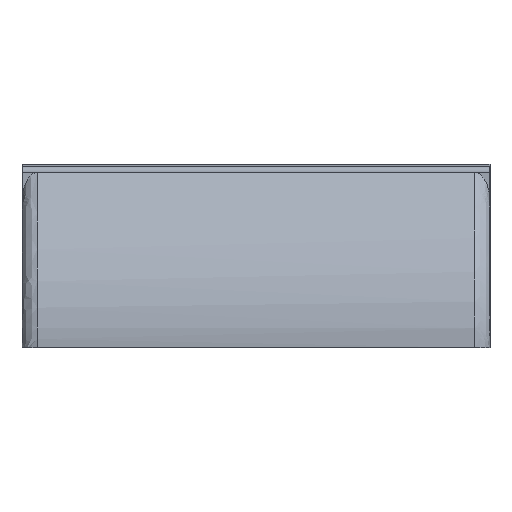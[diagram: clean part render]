
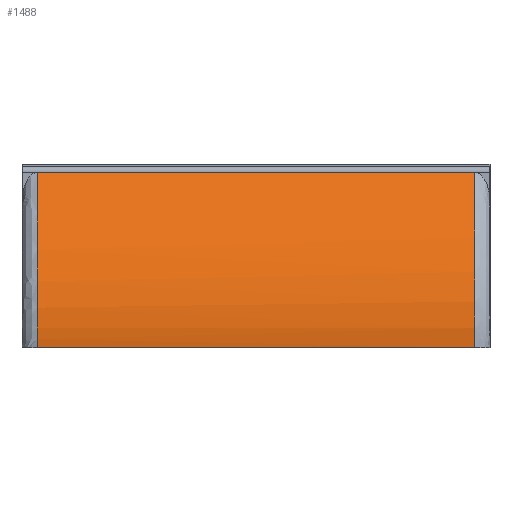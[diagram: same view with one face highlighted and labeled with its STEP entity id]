
A CAD part, left-side view. The second image highlights one B-rep face of the part: STEP entity #1488.
In plain terms, the highlighted free-form (B-spline) face has degree [2, 1] with [3, 2] control points.
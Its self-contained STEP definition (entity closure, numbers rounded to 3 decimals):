
#106 = LINE ( 'NONE', #3037, #1369 ) ;
#150 = CARTESIAN_POINT ( 'NONE',  ( -2.35, -0.725, 0. ) ) ;
#241 = CARTESIAN_POINT ( 'NONE',  ( -2.35, -0.775, 0. ) ) ;
#274 = DIRECTION ( 'NONE',  ( 0., 1., 0. ) ) ;
#329 = EDGE_LOOP ( 'NONE', ( #2918, #2158, #2239, #3018 ) ) ;
#342 = EDGE_CURVE ( 'NONE', #2631, #805, #1577, .T. ) ;
#636 = CARTESIAN_POINT ( 'NONE',  ( -1.55, 0.725, 0.58 ) ) ;
#676 = CARTESIAN_POINT ( 'NONE',  ( -2.023, -0.725, 0.1 ) ) ;
#696 = CARTESIAN_POINT ( 'NONE',  ( -1.55, -0.725, 0.58 ) ) ;
#708 = CARTESIAN_POINT ( 'NONE',  ( -1.633, -0.725, 0.431 ) ) ;
#805 = VERTEX_POINT ( 'NONE', #1329 ) ;
#834 = CARTESIAN_POINT ( 'NONE',  ( -2.35, 0.725, 0. ) ) ;
#955 = CARTESIAN_POINT ( 'NONE',  ( -2.35, -0.725, 0. ) ) ;
#970 = CARTESIAN_POINT ( 'NONE',  ( -2.184, -0.725, 0.036 ) ) ;
#1244 = EDGE_CURVE ( 'NONE', #2631, #2704, #1289, .T. ) ;
#1289 = LINE ( 'NONE', #241, #2933 ) ;
#1328 = CARTESIAN_POINT ( 'NONE',  ( -1.55, 0.725, 0.58 ) ) ;
#1329 = CARTESIAN_POINT ( 'NONE',  ( -1.55, -0.725, 0.58 ) ) ;
#1369 = VECTOR ( 'NONE', #2596, 1000. ) ;
#1396 = CARTESIAN_POINT ( 'NONE',  ( -1.632, 0.725, 0.431 ) ) ;
#1488 = ADVANCED_FACE ( 'NONE', ( #2010 ), #1808, .T. ) ;
#1496 = CARTESIAN_POINT ( 'NONE',  ( -2.35, -0.725, 0. ) ) ;
#1577 = B_SPLINE_CURVE_WITH_KNOTS ( 'NONE', 3,
 ( #955, #970, #676, #1977, #708, #696 ),
 .UNSPECIFIED., .F., .F.,
 ( 4, 2, 4 ),
 ( 0., 0.001, 0.001 ),
 .UNSPECIFIED. ) ;
#1596 = CARTESIAN_POINT ( 'NONE',  ( -1.806, -0.725, 0.118 ) ) ;
#1777 = VERTEX_POINT ( 'NONE', #1328 ) ;
#1808 = B_SPLINE_SURFACE_WITH_KNOTS ( 'NONE', 2, 1, ( 
 ( #1496, #834 ),
 ( #1596, #2615 ),
 ( #1836, #3059 ) ),
 .UNSPECIFIED., .F., .F., .F.,
 ( 3, 3 ),
 ( 2, 2 ),
 ( 0., 1. ),
 ( 0., 1. ),
 .UNSPECIFIED. ) ;
#1819 = EDGE_CURVE ( 'NONE', #805, #1777, #106, .T. ) ;
#1836 = CARTESIAN_POINT ( 'NONE',  ( -1.55, -0.725, 0.58 ) ) ;
#1903 = CARTESIAN_POINT ( 'NONE',  ( -1.745, 0.725, 0.299 ) ) ;
#1977 = CARTESIAN_POINT ( 'NONE',  ( -1.745, -0.725, 0.299 ) ) ;
#1978 = CARTESIAN_POINT ( 'NONE',  ( -2.35, 0.725, 0. ) ) ;
#2010 = FACE_OUTER_BOUND ( 'NONE', #329, .T. ) ;
#2154 = CARTESIAN_POINT ( 'NONE',  ( -2.183, 0.725, 0.036 ) ) ;
#2158 = ORIENTED_EDGE ( 'NONE', *, *, #2559, .T. ) ;
#2239 = ORIENTED_EDGE ( 'NONE', *, *, #1244, .F. ) ;
#2402 = CARTESIAN_POINT ( 'NONE',  ( -2.023, 0.725, 0.1 ) ) ;
#2441 = B_SPLINE_CURVE_WITH_KNOTS ( 'NONE', 3,
 ( #636, #1396, #1903, #2402, #2154, #3159 ),
 .UNSPECIFIED., .F., .F.,
 ( 4, 2, 4 ),
 ( 0., 0.001, 0.001 ),
 .UNSPECIFIED. ) ;
#2559 = EDGE_CURVE ( 'NONE', #1777, #2704, #2441, .T. ) ;
#2596 = DIRECTION ( 'NONE',  ( 0., 1., 0. ) ) ;
#2615 = CARTESIAN_POINT ( 'NONE',  ( -1.806, 0.725, 0.118 ) ) ;
#2631 = VERTEX_POINT ( 'NONE', #150 ) ;
#2704 = VERTEX_POINT ( 'NONE', #1978 ) ;
#2918 = ORIENTED_EDGE ( 'NONE', *, *, #1819, .T. ) ;
#2933 = VECTOR ( 'NONE', #274, 1000. ) ;
#3018 = ORIENTED_EDGE ( 'NONE', *, *, #342, .T. ) ;
#3037 = CARTESIAN_POINT ( 'NONE',  ( -1.55, -0.775, 0.58 ) ) ;
#3059 = CARTESIAN_POINT ( 'NONE',  ( -1.55, 0.725, 0.58 ) ) ;
#3159 = CARTESIAN_POINT ( 'NONE',  ( -2.35, 0.725, 0. ) ) ;
